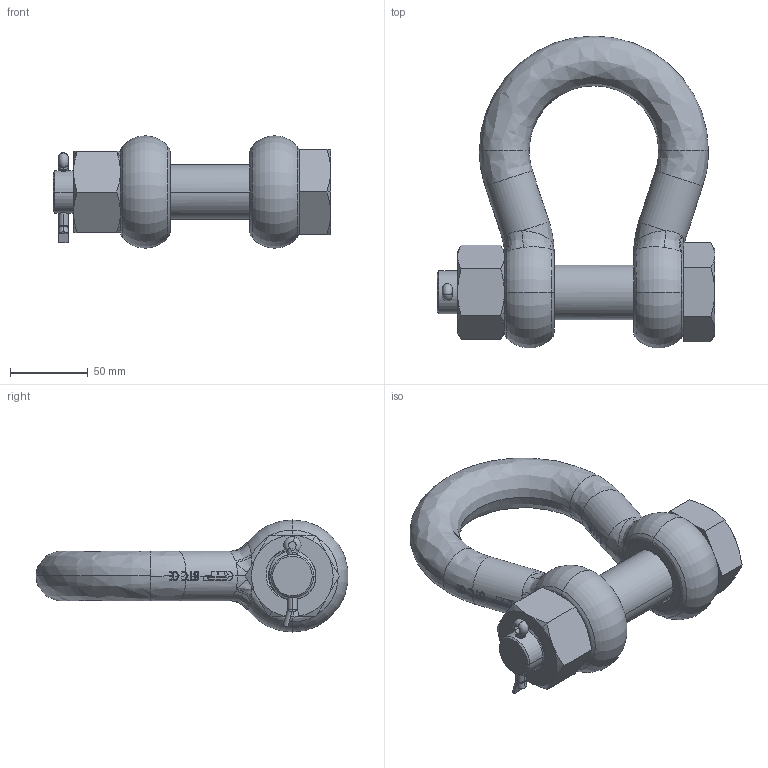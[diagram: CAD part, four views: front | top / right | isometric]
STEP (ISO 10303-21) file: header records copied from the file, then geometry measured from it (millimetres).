
FILE_DESCRIPTION(('STEP AP214'),'1');
FILE_NAME('sughmb32.stp','2017-03-31T06:27:36',('TraceParts'),('TraceParts S.A.'),'Spatial InterOp 3D',' ',' ');
FILE_SCHEMA(('automotive_design'));
Length unit declared in the file: millimetre
Products named in the file (4): sughmb32_1; sughmb32_2; sughmb32_3; sughmb32_4
Bounding box: 178 x 200.23 x 72 mm (x, y, z)
Volume: 641434 mm3; surface area: 101124.8 mm2
Topology: 4 solids, 4 shells, 810 faces, 2229 edges, 1448 vertices
Faces by surface type: plane 333, bspline 302, cylinder 137, cone 28, torus 10
Entity records: 41209 total; most frequent: CARTESIAN_POINT 23614, ORIENTED_EDGE 4440, DIRECTION 2442, EDGE_CURVE 2220, VERTEX_POINT 1448, LINE 1032, VECTOR 1032, EDGE_LOOP 848
